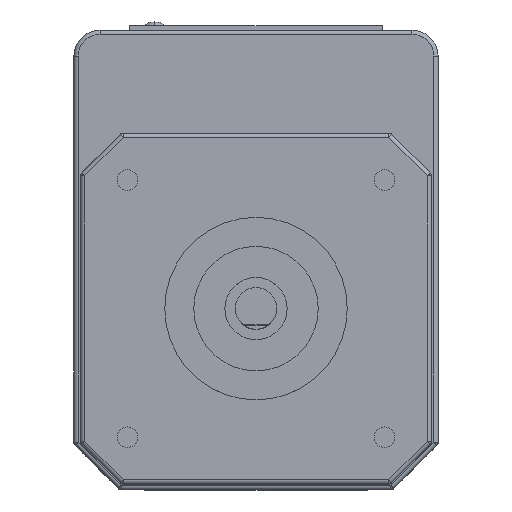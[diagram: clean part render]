
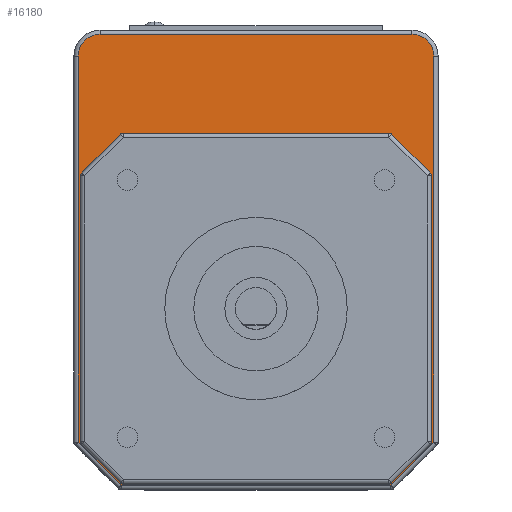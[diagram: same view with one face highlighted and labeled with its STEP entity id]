
A CAD part, top view. The second image highlights one B-rep face of the part: STEP entity #16180.
In plain terms, the highlighted planar face has unit normal (0, 0, 1).
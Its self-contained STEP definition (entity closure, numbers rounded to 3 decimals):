
#65 = LINE ( 'NONE', #9533, #3871 ) ;
#136 = LINE ( 'NONE', #8065, #8340 ) ;
#254 = ORIENTED_EDGE ( 'NONE', *, *, #1209, .F. ) ;
#304 = CARTESIAN_POINT ( 'NONE',  ( 15.649, -20.045, 0. ) ) ;
#352 = ORIENTED_EDGE ( 'NONE', *, *, #16283, .F. ) ;
#692 = EDGE_CURVE ( 'NONE', #12257, #3788, #136, .T. ) ;
#960 = DIRECTION ( 'NONE',  ( 0.707, 0.707, 0. ) ) ;
#991 = VERTEX_POINT ( 'NONE', #11437 ) ;
#1030 = CARTESIAN_POINT ( 'NONE',  ( 0., 0., 0. ) ) ;
#1209 = EDGE_CURVE ( 'NONE', #3485, #1811, #2915, .T. ) ;
#1265 = VECTOR ( 'NONE', #3958, 1000. ) ;
#1516 = VERTEX_POINT ( 'NONE', #3363 ) ;
#1763 = ORIENTED_EDGE ( 'NONE', *, *, #17219, .T. ) ;
#1811 = VERTEX_POINT ( 'NONE', #2105 ) ;
#1995 = DIRECTION ( 'NONE',  ( 0., 0., 1. ) ) ;
#2105 = CARTESIAN_POINT ( 'NONE',  ( -15.649, -20.045, 0. ) ) ;
#2697 = ORIENTED_EDGE ( 'NONE', *, *, #692, .T. ) ;
#2891 = VECTOR ( 'NONE', #8245, 1000. ) ;
#2915 = CIRCLE ( 'NONE', #9048, 25.373 ) ;
#3266 = CARTESIAN_POINT ( 'NONE',  ( 21.45, 30.486, 0. ) ) ;
#3323 = ORIENTED_EDGE ( 'NONE', *, *, #14163, .F. ) ;
#3363 = CARTESIAN_POINT ( 'NONE',  ( 15.649, 19.855, 0. ) ) ;
#3485 = VERTEX_POINT ( 'NONE', #13204 ) ;
#3574 = ORIENTED_EDGE ( 'NONE', *, *, #3636, .F. ) ;
#3636 = EDGE_CURVE ( 'NONE', #16571, #11775, #5608, .T. ) ;
#3676 = DIRECTION ( 'NONE',  ( 0., 0., 1. ) ) ;
#3697 = DIRECTION ( 'NONE',  ( 0., 0., 1. ) ) ;
#3787 = CARTESIAN_POINT ( 'NONE',  ( 21.45, 30.486, 0. ) ) ;
#3788 = VERTEX_POINT ( 'NONE', #14619 ) ;
#3871 = VECTOR ( 'NONE', #10896, 1000. ) ;
#3932 = CARTESIAN_POINT ( 'NONE',  ( 19.95, -15.806, 0. ) ) ;
#3958 = DIRECTION ( 'NONE',  ( 0.707, -0.707, 0. ) ) ;
#4242 = AXIS2_PLACEMENT_3D ( 'NONE', #12192, #5618, #12371 ) ;
#4361 = CARTESIAN_POINT ( 'NONE',  ( -21.45, -16.235, 0. ) ) ;
#4553 = EDGE_LOOP ( 'NONE', ( #14940, #10409, #2697, #16936, #14218, #6148, #12401, #1763 ) ) ;
#4647 = FACE_BOUND ( 'NONE', #5300, .T. ) ;
#4746 = EDGE_CURVE ( 'NONE', #10940, #5480, #65, .T. ) ;
#4769 = DIRECTION ( 'NONE',  ( -1., 0., 0. ) ) ;
#5300 = EDGE_LOOP ( 'NONE', ( #254, #15624, #6768, #11811, #3323, #352, #3574, #16943 ) ) ;
#5480 = VERTEX_POINT ( 'NONE', #5781 ) ;
#5608 = CIRCLE ( 'NONE', #10257, 25.373 ) ;
#5618 = DIRECTION ( 'NONE',  ( 0., 0., 1. ) ) ;
#5741 = CARTESIAN_POINT ( 'NONE',  ( -19.95, -15.806, 0. ) ) ;
#5781 = CARTESIAN_POINT ( 'NONE',  ( -18.79, 33.146, 0. ) ) ;
#6110 = LINE ( 'NONE', #3787, #14571 ) ;
#6148 = ORIENTED_EDGE ( 'NONE', *, *, #11461, .T. ) ;
#6175 = VERTEX_POINT ( 'NONE', #3266 ) ;
#6186 = DIRECTION ( 'NONE',  ( 0., 0., -1. ) ) ;
#6370 = CARTESIAN_POINT ( 'NONE',  ( 18.79, 30.486, 0. ) ) ;
#6528 = EDGE_CURVE ( 'NONE', #9827, #991, #9457, .T. ) ;
#6768 = ORIENTED_EDGE ( 'NONE', *, *, #16826, .F. ) ;
#7242 = CIRCLE ( 'NONE', #13029, 2.66 ) ;
#7428 = LINE ( 'NONE', #16947, #10183 ) ;
#7611 = CARTESIAN_POINT ( 'NONE',  ( 0.115, 0.017, 0. ) ) ;
#7648 = DIRECTION ( 'NONE',  ( 1., 0., 0. ) ) ;
#7714 = VERTEX_POINT ( 'NONE', #15508 ) ;
#7735 = CARTESIAN_POINT ( 'NONE',  ( -19.95, 15.616, 0. ) ) ;
#7743 = DIRECTION ( 'NONE',  ( -1., 0., 0. ) ) ;
#7833 = DIRECTION ( 'NONE',  ( 1., 0., 0. ) ) ;
#8065 = CARTESIAN_POINT ( 'NONE',  ( 16.44, -21.245, 0. ) ) ;
#8245 = DIRECTION ( 'NONE',  ( 0., -1., 0. ) ) ;
#8323 = CARTESIAN_POINT ( 'NONE',  ( 21.45, -16.028, 0. ) ) ;
#8340 = VECTOR ( 'NONE', #10791, 1000. ) ;
#8410 = DIRECTION ( 'NONE',  ( 0., -1., 0. ) ) ;
#8465 = FACE_OUTER_BOUND ( 'NONE', #4553, .T. ) ;
#8601 = CIRCLE ( 'NONE', #14979, 2.66 ) ;
#8866 = CIRCLE ( 'NONE', #4242, 25.373 ) ;
#8898 = LINE ( 'NONE', #3932, #12662 ) ;
#8936 = DIRECTION ( 'NONE',  ( -1., 0., 0. ) ) ;
#9017 = EDGE_CURVE ( 'NONE', #1811, #16571, #15490, .T. ) ;
#9048 = AXIS2_PLACEMENT_3D ( 'NONE', #15646, #1995, #4769 ) ;
#9158 = CARTESIAN_POINT ( 'NONE',  ( -21.45, 30.486, 0. ) ) ;
#9293 = DIRECTION ( 'NONE',  ( 0., 1., 0. ) ) ;
#9296 = AXIS2_PLACEMENT_3D ( 'NONE', #15682, #13114, #17162 ) ;
#9415 = DIRECTION ( 'NONE',  ( 0., 0., 1. ) ) ;
#9457 = LINE ( 'NONE', #4361, #2891 ) ;
#9533 = CARTESIAN_POINT ( 'NONE',  ( -18.79, 33.146, 0. ) ) ;
#9718 = EDGE_CURVE ( 'NONE', #3788, #15923, #7428, .T. ) ;
#9827 = VERTEX_POINT ( 'NONE', #9158 ) ;
#10183 = VECTOR ( 'NONE', #960, 1000. ) ;
#10257 = AXIS2_PLACEMENT_3D ( 'NONE', #7611, #3676, #7833 ) ;
#10331 = LINE ( 'NONE', #12011, #1265 ) ;
#10409 = ORIENTED_EDGE ( 'NONE', *, *, #11001, .T. ) ;
#10470 = PLANE ( 'NONE',  #14715 ) ;
#10512 = CARTESIAN_POINT ( 'NONE',  ( -15.649, 19.855, 0. ) ) ;
#10791 = DIRECTION ( 'NONE',  ( 1., 0., 0. ) ) ;
#10896 = DIRECTION ( 'NONE',  ( -1., 0., 0. ) ) ;
#10940 = VERTEX_POINT ( 'NONE', #17104 ) ;
#11001 = EDGE_CURVE ( 'NONE', #991, #12257, #10331, .T. ) ;
#11437 = CARTESIAN_POINT ( 'NONE',  ( -21.45, -16.028, 0. ) ) ;
#11461 = EDGE_CURVE ( 'NONE', #6175, #10940, #7242, .T. ) ;
#11674 = VECTOR ( 'NONE', #7648, 1000. ) ;
#11761 = EDGE_CURVE ( 'NONE', #15923, #6175, #6110, .T. ) ;
#11775 = VERTEX_POINT ( 'NONE', #16384 ) ;
#11811 = ORIENTED_EDGE ( 'NONE', *, *, #14695, .F. ) ;
#11823 = VERTEX_POINT ( 'NONE', #10512 ) ;
#12011 = CARTESIAN_POINT ( 'NONE',  ( -16.086, -21.391, 0. ) ) ;
#12192 = CARTESIAN_POINT ( 'NONE',  ( -0.115, -0.207, 0. ) ) ;
#12257 = VERTEX_POINT ( 'NONE', #15378 ) ;
#12270 = LINE ( 'NONE', #13000, #16717 ) ;
#12371 = DIRECTION ( 'NONE',  ( 1., 0., 0. ) ) ;
#12401 = ORIENTED_EDGE ( 'NONE', *, *, #4746, .T. ) ;
#12662 = VECTOR ( 'NONE', #9293, 1000. ) ;
#12704 = LINE ( 'NONE', #5741, #15694 ) ;
#13000 = CARTESIAN_POINT ( 'NONE',  ( 15.649, 19.855, 0. ) ) ;
#13029 = AXIS2_PLACEMENT_3D ( 'NONE', #6370, #3697, #7743 ) ;
#13114 = DIRECTION ( 'NONE',  ( 0., 0., 1. ) ) ;
#13204 = CARTESIAN_POINT ( 'NONE',  ( -19.95, -15.806, 0. ) ) ;
#14163 = EDGE_CURVE ( 'NONE', #7714, #1516, #15822, .T. ) ;
#14218 = ORIENTED_EDGE ( 'NONE', *, *, #11761, .T. ) ;
#14382 = EDGE_CURVE ( 'NONE', #16205, #3485, #12704, .T. ) ;
#14571 = VECTOR ( 'NONE', #16279, 1000. ) ;
#14619 = CARTESIAN_POINT ( 'NONE',  ( 16.233, -21.245, 0. ) ) ;
#14695 = EDGE_CURVE ( 'NONE', #1516, #11823, #12270, .T. ) ;
#14715 = AXIS2_PLACEMENT_3D ( 'NONE', #1030, #6186, #8936 ) ;
#14940 = ORIENTED_EDGE ( 'NONE', *, *, #6528, .T. ) ;
#14979 = AXIS2_PLACEMENT_3D ( 'NONE', #17077, #9415, #17430 ) ;
#15378 = CARTESIAN_POINT ( 'NONE',  ( -16.233, -21.245, 0. ) ) ;
#15490 = LINE ( 'NONE', #15736, #11674 ) ;
#15508 = CARTESIAN_POINT ( 'NONE',  ( 19.95, 15.616, 0. ) ) ;
#15624 = ORIENTED_EDGE ( 'NONE', *, *, #14382, .F. ) ;
#15646 = CARTESIAN_POINT ( 'NONE',  ( -0.115, 0.017, 0. ) ) ;
#15682 = CARTESIAN_POINT ( 'NONE',  ( 0.115, -0.207, 0. ) ) ;
#15694 = VECTOR ( 'NONE', #8410, 1000. ) ;
#15736 = CARTESIAN_POINT ( 'NONE',  ( -15.649, -20.045, 0. ) ) ;
#15788 = DIRECTION ( 'NONE',  ( -1., 0., 0. ) ) ;
#15822 = CIRCLE ( 'NONE', #9296, 25.373 ) ;
#15923 = VERTEX_POINT ( 'NONE', #8323 ) ;
#16180 = ADVANCED_FACE ( 'NONE', ( #8465, #4647 ), #10470, .F. ) ;
#16205 = VERTEX_POINT ( 'NONE', #7735 ) ;
#16279 = DIRECTION ( 'NONE',  ( 0., 1., 0. ) ) ;
#16283 = EDGE_CURVE ( 'NONE', #11775, #7714, #8898, .T. ) ;
#16384 = CARTESIAN_POINT ( 'NONE',  ( 19.95, -15.806, 0. ) ) ;
#16571 = VERTEX_POINT ( 'NONE', #304 ) ;
#16717 = VECTOR ( 'NONE', #15788, 1000. ) ;
#16826 = EDGE_CURVE ( 'NONE', #11823, #16205, #8866, .T. ) ;
#16936 = ORIENTED_EDGE ( 'NONE', *, *, #9718, .T. ) ;
#16943 = ORIENTED_EDGE ( 'NONE', *, *, #9017, .F. ) ;
#16947 = CARTESIAN_POINT ( 'NONE',  ( 21.596, -15.881, 0. ) ) ;
#17077 = CARTESIAN_POINT ( 'NONE',  ( -18.79, 30.486, 0. ) ) ;
#17104 = CARTESIAN_POINT ( 'NONE',  ( 18.79, 33.146, 0. ) ) ;
#17162 = DIRECTION ( 'NONE',  ( -1., 0., 0. ) ) ;
#17219 = EDGE_CURVE ( 'NONE', #5480, #9827, #8601, .T. ) ;
#17430 = DIRECTION ( 'NONE',  ( -1., 0., 0. ) ) ;
